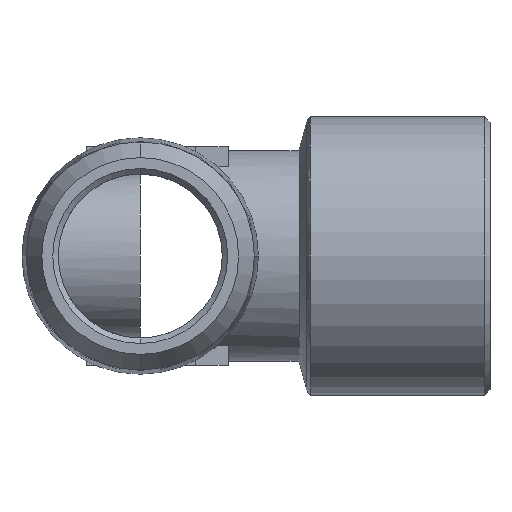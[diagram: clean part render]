
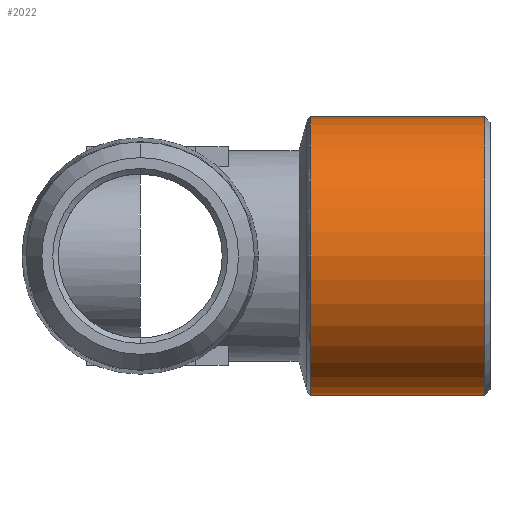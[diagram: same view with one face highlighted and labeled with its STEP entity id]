
A CAD part, left-side view. The second image highlights one B-rep face of the part: STEP entity #2022.
In plain terms, the highlighted cylindrical face has radius 12.75 mm (diameter 25.5 mm), a partial arc.
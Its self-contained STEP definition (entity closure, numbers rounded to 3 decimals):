
#18 = ORIENTED_EDGE ( 'NONE', *, *, #510, .T. ) ;
#129 = VERTEX_POINT ( 'NONE', #1493 ) ;
#173 = DIRECTION ( 'NONE',  ( 0., 1., 0. ) ) ;
#228 = CARTESIAN_POINT ( 'NONE',  ( 0., 17.467, 12.75 ) ) ;
#240 = ORIENTED_EDGE ( 'NONE', *, *, #831, .T. ) ;
#281 = CYLINDRICAL_SURFACE ( 'NONE', #1761, 12.75 ) ;
#321 = DIRECTION ( 'NONE',  ( 0., 1., 0. ) ) ;
#400 = CIRCLE ( 'NONE', #606, 12.75 ) ;
#415 = FACE_OUTER_BOUND ( 'NONE', #1269, .T. ) ;
#437 = CARTESIAN_POINT ( 'NONE',  ( 0., 17.467, 0. ) ) ;
#502 = CARTESIAN_POINT ( 'NONE',  ( 0., 1., -12.75 ) ) ;
#510 = EDGE_CURVE ( 'NONE', #721, #837, #694, .T. ) ;
#513 = DIRECTION ( 'NONE',  ( 0., 0., 1. ) ) ;
#534 = LINE ( 'NONE', #502, #756 ) ;
#560 = CARTESIAN_POINT ( 'NONE',  ( 0., 1., 12.75 ) ) ;
#606 = AXIS2_PLACEMENT_3D ( 'NONE', #437, #2015, #1387 ) ;
#645 = EDGE_CURVE ( 'NONE', #129, #863, #400, .T. ) ;
#694 = CIRCLE ( 'NONE', #954, 12.75 ) ;
#721 = VERTEX_POINT ( 'NONE', #808 ) ;
#756 = VECTOR ( 'NONE', #321, 1000. ) ;
#808 = CARTESIAN_POINT ( 'NONE',  ( 0., 1.5, -12.75 ) ) ;
#831 = EDGE_CURVE ( 'NONE', #837, #863, #1346, .T. ) ;
#837 = VERTEX_POINT ( 'NONE', #1676 ) ;
#863 = VERTEX_POINT ( 'NONE', #228 ) ;
#915 = VECTOR ( 'NONE', #1706, 1000. ) ;
#954 = AXIS2_PLACEMENT_3D ( 'NONE', #1152, #1310, #1667 ) ;
#1152 = CARTESIAN_POINT ( 'NONE',  ( 0., 1.5, 0. ) ) ;
#1269 = EDGE_LOOP ( 'NONE', ( #2079, #18, #240, #1625 ) ) ;
#1310 = DIRECTION ( 'NONE',  ( 0., 1., 0. ) ) ;
#1346 = LINE ( 'NONE', #560, #915 ) ;
#1387 = DIRECTION ( 'NONE',  ( 0., 0., 1. ) ) ;
#1481 = CARTESIAN_POINT ( 'NONE',  ( 0., 1., 0. ) ) ;
#1493 = CARTESIAN_POINT ( 'NONE',  ( 0., 17.467, -12.75 ) ) ;
#1581 = EDGE_CURVE ( 'NONE', #721, #129, #534, .T. ) ;
#1625 = ORIENTED_EDGE ( 'NONE', *, *, #645, .F. ) ;
#1667 = DIRECTION ( 'NONE',  ( 0., 0., -1. ) ) ;
#1676 = CARTESIAN_POINT ( 'NONE',  ( 0., 1.5, 12.75 ) ) ;
#1706 = DIRECTION ( 'NONE',  ( 0., 1., 0. ) ) ;
#1761 = AXIS2_PLACEMENT_3D ( 'NONE', #1481, #173, #513 ) ;
#2015 = DIRECTION ( 'NONE',  ( 0., 1., 0. ) ) ;
#2022 = ADVANCED_FACE ( 'NONE', ( #415 ), #281, .T. ) ;
#2079 = ORIENTED_EDGE ( 'NONE', *, *, #1581, .F. ) ;
